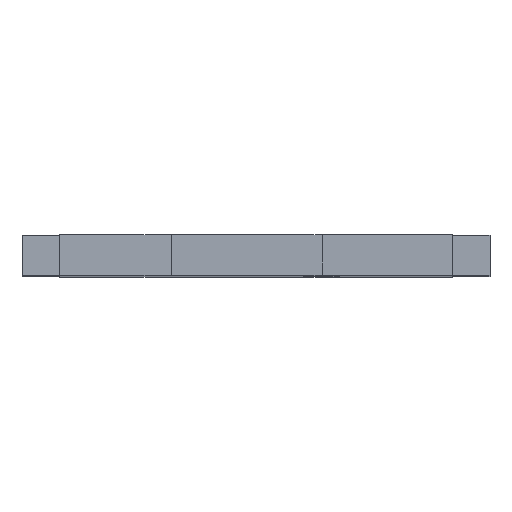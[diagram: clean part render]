
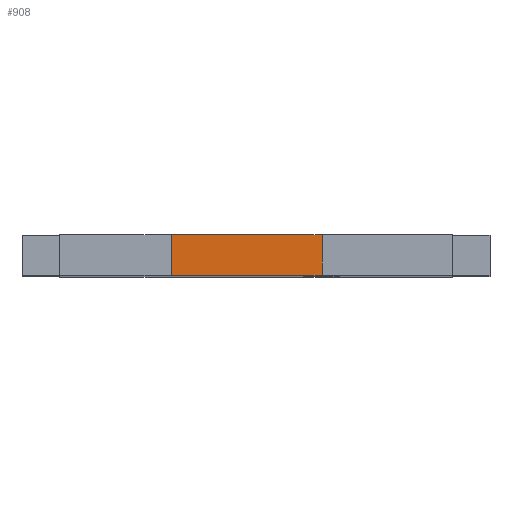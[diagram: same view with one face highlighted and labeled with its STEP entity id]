
A CAD part, top view. The second image highlights one B-rep face of the part: STEP entity #908.
In plain terms, the highlighted planar face has unit normal (0, 0, 1).
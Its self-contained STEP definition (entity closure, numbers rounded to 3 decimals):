
#46=FACE_OUTER_BOUND('',#91,.T.);
#91=EDGE_LOOP('',(#664,#665,#666,#667));
#176=LINE('',#1345,#301);
#177=LINE('',#1348,#302);
#178=LINE('',#1350,#303);
#179=LINE('',#1351,#304);
#301=VECTOR('',#1104,10.);
#302=VECTOR('',#1107,10.);
#303=VECTOR('',#1108,10.);
#304=VECTOR('',#1109,10.);
#411=VERTEX_POINT('',#1341);
#412=VERTEX_POINT('',#1343);
#413=VERTEX_POINT('',#1347);
#414=VERTEX_POINT('',#1349);
#516=EDGE_CURVE('',#411,#412,#176,.T.);
#517=EDGE_CURVE('',#411,#413,#177,.T.);
#518=EDGE_CURVE('',#414,#412,#178,.T.);
#519=EDGE_CURVE('',#413,#414,#179,.T.);
#664=ORIENTED_EDGE('',*,*,#517,.F.);
#665=ORIENTED_EDGE('',*,*,#516,.T.);
#666=ORIENTED_EDGE('',*,*,#518,.F.);
#667=ORIENTED_EDGE('',*,*,#519,.F.);
#863=PLANE('',#977);
#908=ADVANCED_FACE('',(#46),#863,.T.);
#977=AXIS2_PLACEMENT_3D('',#1346,#1105,#1106);
#1104=DIRECTION('',(0.,1.,0.));
#1105=DIRECTION('center_axis',(0.,0.,1.));
#1106=DIRECTION('ref_axis',(1.,0.,0.));
#1107=DIRECTION('',(-1.,0.,0.));
#1108=DIRECTION('',(1.,0.,0.));
#1109=DIRECTION('',(0.,1.,0.));
#1341=CARTESIAN_POINT('',(3.924,0.,33.524));
#1343=CARTESIAN_POINT('',(3.924,2.4,33.524));
#1345=CARTESIAN_POINT('',(3.924,0.,33.524));
#1346=CARTESIAN_POINT('Origin',(-5.076,0.,33.524));
#1347=CARTESIAN_POINT('',(-5.076,0.,33.524));
#1348=CARTESIAN_POINT('',(3.924,0.,33.524));
#1349=CARTESIAN_POINT('',(-5.076,2.4,33.524));
#1350=CARTESIAN_POINT('',(2.687,2.4,33.524));
#1351=CARTESIAN_POINT('',(-5.076,0.,33.524));
